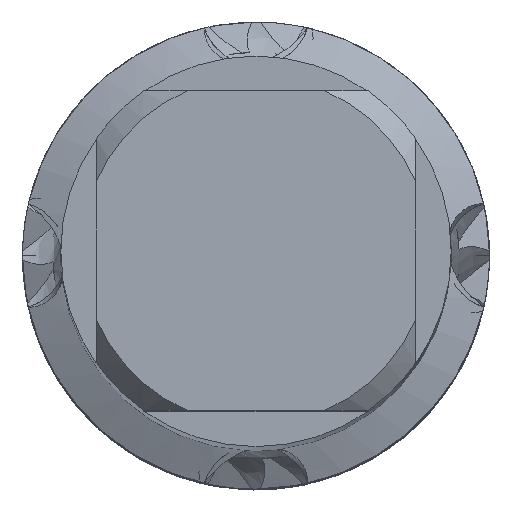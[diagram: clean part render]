
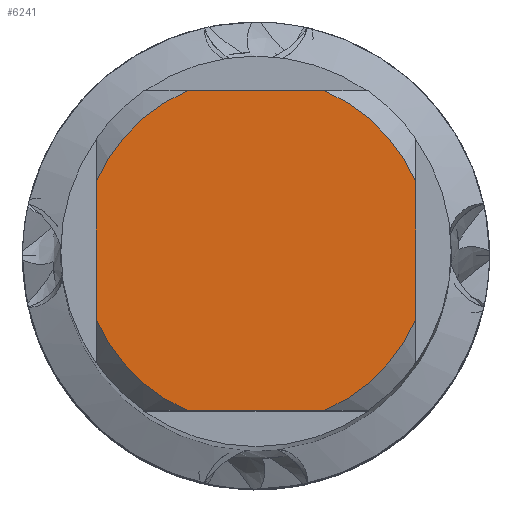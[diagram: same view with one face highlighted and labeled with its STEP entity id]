
A CAD part, top view. The second image highlights one B-rep face of the part: STEP entity #6241.
In plain terms, the highlighted planar face has unit normal (0, 0, 1).
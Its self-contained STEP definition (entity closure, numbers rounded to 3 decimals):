
#2731=EDGE_CURVE('',#6807,#6163,#7802,.T.);
#2949=EDGE_CURVE('',#7157,#6163,#8045,.T.);
#3075=EDGE_CURVE('',#7157,#4505,#8180,.T.);
#3443=EDGE_CURVE('',#4785,#4505,#8570,.T.);
#3463=VERTEX_POINT('',#8591);
#3647=EDGE_CURVE('',#3463,#7375,#8792,.T.);
#4505=VERTEX_POINT('',#9739);
#4785=VERTEX_POINT('',#10039);
#4993=VERTEX_POINT('',#10264);
#5141=EDGE_CURVE('',#6807,#7375,#10422,.T.);
#5863=EDGE_CURVE('',#3463,#4993,#11210,.T.);
#6163=VERTEX_POINT('',#11530);
#6241=ADVANCED_FACE('',(#11617),#11618,.T.);
#6383=EDGE_CURVE('',#4785,#4993,#11769,.T.);
#6807=VERTEX_POINT('',#12230);
#7157=VERTEX_POINT('',#12614);
#7375=VERTEX_POINT('',#12854);
#7802=CIRCLE('',#13916,4.9);
#8045=LINE('',#14748,#14749);
#8180=CIRCLE('',#15409,4.9);
#8570=LINE('',#16493,#16494);
#8591=CARTESIAN_POINT('',(-4.5,1.939,0.0));
#8792=CIRCLE('',#17047,4.9);
#9739=CARTESIAN_POINT('',(1.939,-4.5,0.0));
#10039=CARTESIAN_POINT('',(-1.939,-4.5,0.0));
#10264=CARTESIAN_POINT('',(-4.5,-1.939,0.0));
#10422=LINE('',#21626,#21627);
#11210=LINE('',#23881,#23882);
#11530=CARTESIAN_POINT('',(4.5,1.939,0.0));
#11617=FACE_OUTER_BOUND('',#24869,.T.);
#11618=PLANE('',#24870);
#11769=CIRCLE('',#25184,4.9);
#12230=CARTESIAN_POINT('',(1.939,4.5,0.0));
#12614=CARTESIAN_POINT('',(4.5,-1.939,0.0));
#12854=CARTESIAN_POINT('',(-1.939,4.5,0.0));
#13916=AXIS2_PLACEMENT_3D('',#29830,#29831,#29832);
#14748=CARTESIAN_POINT('',(4.5,1.225,0.0));
#14749=VECTOR('',#30121,1.0);
#15409=AXIS2_PLACEMENT_3D('',#30228,#30229,#30230);
#16493=CARTESIAN_POINT('',(0.0,-4.5,0.0));
#16494=VECTOR('',#30554,1.0);
#17047=AXIS2_PLACEMENT_3D('',#30764,#30765,#30766);
#21626=CARTESIAN_POINT('',(0.0,4.5,0.0));
#21627=VECTOR('',#32486,1.0);
#23881=CARTESIAN_POINT('',(-4.5,1.225,0.0));
#23882=VECTOR('',#33441,1.0);
#24869=EDGE_LOOP('',(#33816,#33817,#33818,#33819,#33820,#33821,#33822,#33823));
#24870=AXIS2_PLACEMENT_3D('',#33824,#33825,#33826);
#25184=AXIS2_PLACEMENT_3D('',#33951,#33952,#33953);
#29830=CARTESIAN_POINT('',(0.0,0.0,0.0));
#29831=DIRECTION('',(0.0,0.0,-1.0));
#29832=DIRECTION('',(0.0,1.0,0.0));
#30121=DIRECTION('',(-0.0,1.0,0.0));
#30228=CARTESIAN_POINT('',(0.0,0.0,0.0));
#30229=DIRECTION('',(0.0,0.0,-1.0));
#30230=DIRECTION('',(0.0,1.0,0.0));
#30554=DIRECTION('',(1.0,0.0,0.0));
#30764=CARTESIAN_POINT('',(0.0,0.0,0.0));
#30765=DIRECTION('',(0.0,0.0,-1.0));
#30766=DIRECTION('',(0.0,1.0,0.0));
#32486=DIRECTION('',(-1.0,0.0,0.0));
#33441=DIRECTION('',(-0.0,-1.0,0.0));
#33816=ORIENTED_EDGE('',*,*,#5863,.T.);
#33817=ORIENTED_EDGE('',*,*,#6383,.F.);
#33818=ORIENTED_EDGE('',*,*,#3443,.T.);
#33819=ORIENTED_EDGE('',*,*,#3075,.F.);
#33820=ORIENTED_EDGE('',*,*,#2949,.T.);
#33821=ORIENTED_EDGE('',*,*,#2731,.F.);
#33822=ORIENTED_EDGE('',*,*,#5141,.T.);
#33823=ORIENTED_EDGE('',*,*,#3647,.F.);
#33824=CARTESIAN_POINT('',(0.0,2.45,0.0));
#33825=DIRECTION('',(-0.0,0.0,1.0));
#33826=DIRECTION('',(0.0,-1.0,0.0));
#33951=CARTESIAN_POINT('',(0.0,0.0,0.0));
#33952=DIRECTION('',(0.0,0.0,-1.0));
#33953=DIRECTION('',(0.0,1.0,0.0));
